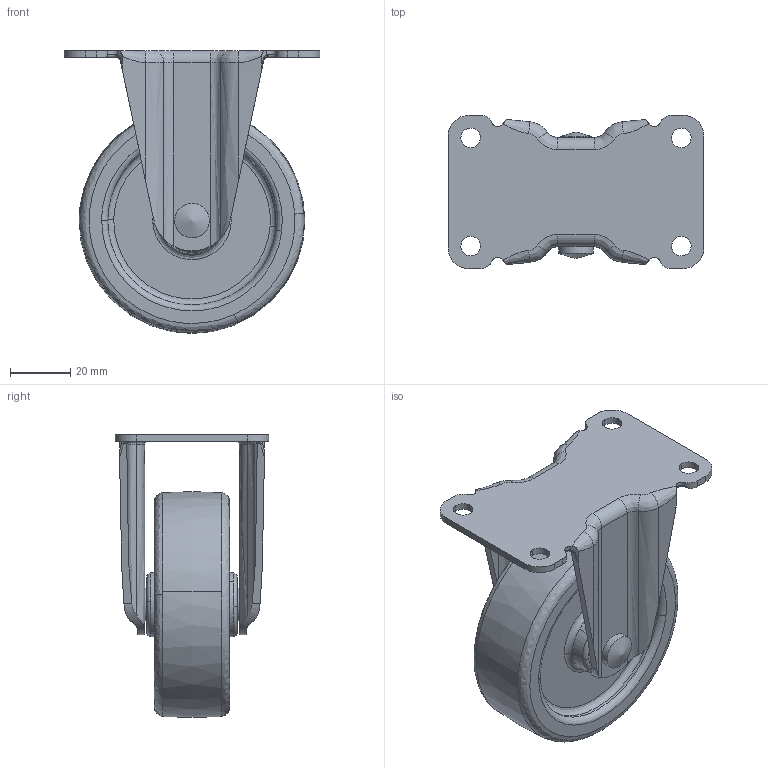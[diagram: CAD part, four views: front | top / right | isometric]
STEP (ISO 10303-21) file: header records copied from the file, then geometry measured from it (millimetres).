
FILE_DESCRIPTION((''),'2;1');
FILE_NAME('','2005-12-16T14:22:59',(''),(''),'','CADfix','');
FILE_SCHEMA(('AUTOMOTIVE_DESIGN'));
Length unit declared in the file: millimetre
Products named in the file (4): wheel; body; axle; No_606FH_P_16292_36
Assembly tree (3 placements, depth 2):
  No_606FH_P_16292_36
    wheel
    body
    axle
Bounding box: 85 x 51 x 94 mm (x, y, z)
Volume: 109427.5 mm3; surface area: 35821.2 mm2
Topology: 3 solids, 3 shells, 172 faces, 524 edges, 366 vertices
Faces by surface type: bspline 172
Entity records: 7819 total; most frequent: CARTESIAN_POINT 5010, ORIENTED_EDGE 1048, EDGE_CURVE 524, VERTEX_POINT 366, EDGE_LOOP 194, FACE_OUTER_BOUND 172, ADVANCED_FACE 172, QUASI_UNIFORM_CURVE 116
